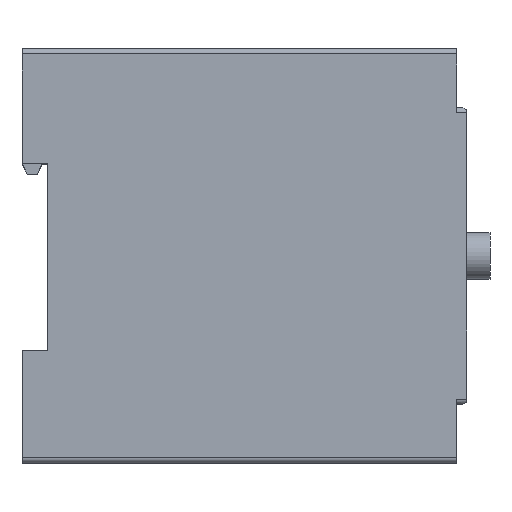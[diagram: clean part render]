
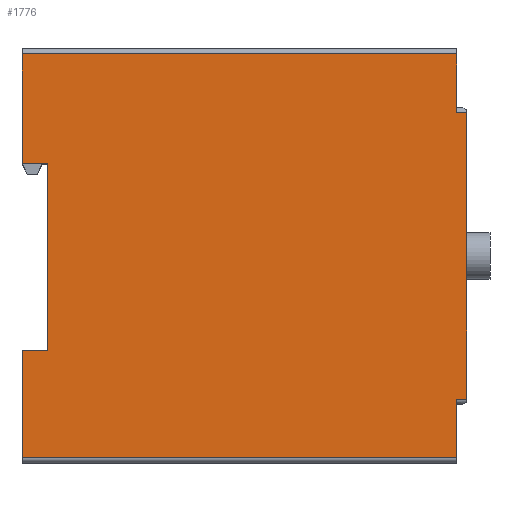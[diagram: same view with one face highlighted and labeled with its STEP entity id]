
A CAD part, top view. The second image highlights one B-rep face of the part: STEP entity #1776.
In plain terms, the highlighted planar face has unit normal (0, 0, 1).
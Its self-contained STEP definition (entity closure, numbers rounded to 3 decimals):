
#8 = DIRECTION ( 'NONE',  ( 1., 0., 0. ) ) ;
#39 = ORIENTED_EDGE ( 'NONE', *, *, #649, .T. ) ;
#97 = VERTEX_POINT ( 'NONE', #1023 ) ;
#103 = VERTEX_POINT ( 'NONE', #388 ) ;
#147 = VERTEX_POINT ( 'NONE', #2473 ) ;
#157 = VERTEX_POINT ( 'NONE', #629 ) ;
#287 = VERTEX_POINT ( 'NONE', #1473 ) ;
#292 = ORIENTED_EDGE ( 'NONE', *, *, #1394, .T. ) ;
#294 = CARTESIAN_POINT ( 'NONE',  ( -5., -40.5, 12.5 ) ) ;
#314 = VERTEX_POINT ( 'NONE', #592 ) ;
#317 = ORIENTED_EDGE ( 'NONE', *, *, #812, .T. ) ;
#361 = VECTOR ( 'NONE', #1445, 1000. ) ;
#388 = CARTESIAN_POINT ( 'NONE',  ( 80., 39.5, 12.5 ) ) ;
#409 = VERTEX_POINT ( 'NONE', #2235 ) ;
#477 = VECTOR ( 'NONE', #2447, 1000. ) ;
#487 = LINE ( 'NONE', #2147, #477 ) ;
#514 = LINE ( 'NONE', #2105, #2431 ) ;
#531 = LINE ( 'NONE', #2178, #2604 ) ;
#534 = ORIENTED_EDGE ( 'NONE', *, *, #1132, .T. ) ;
#592 = CARTESIAN_POINT ( 'NONE',  ( -5., 18., 12.5 ) ) ;
#605 = EDGE_CURVE ( 'NONE', #157, #97, #2199, .T. ) ;
#628 = FACE_OUTER_BOUND ( 'NONE', #748, .T. ) ;
#629 = CARTESIAN_POINT ( 'NONE',  ( 80., -28., 12.5 ) ) ;
#649 = EDGE_CURVE ( 'NONE', #903, #314, #2000, .T. ) ;
#699 = CARTESIAN_POINT ( 'NONE',  ( -5., -18.5, 12.5 ) ) ;
#728 = LINE ( 'NONE', #294, #2042 ) ;
#729 = VERTEX_POINT ( 'NONE', #2636 ) ;
#748 = EDGE_LOOP ( 'NONE', ( #810, #292, #2216, #1079, #39, #2671, #1409, #317, #2494, #2713, #534, #862 ) ) ;
#810 = ORIENTED_EDGE ( 'NONE', *, *, #1170, .T. ) ;
#812 = EDGE_CURVE ( 'NONE', #287, #2130, #1309, .T. ) ;
#826 = VECTOR ( 'NONE', #2493, 1000. ) ;
#837 = LINE ( 'NONE', #2730, #826 ) ;
#862 = ORIENTED_EDGE ( 'NONE', *, *, #605, .T. ) ;
#903 = VERTEX_POINT ( 'NONE', #1828 ) ;
#943 = LINE ( 'NONE', #1390, #361 ) ;
#956 = EDGE_CURVE ( 'NONE', #1035, #147, #837, .T. ) ;
#991 = EDGE_CURVE ( 'NONE', #103, #903, #487, .T. ) ;
#1005 = DIRECTION ( 'NONE',  ( 1., 0., 0. ) ) ;
#1023 = CARTESIAN_POINT ( 'NONE',  ( 82., -28., 12.5 ) ) ;
#1035 = VERTEX_POINT ( 'NONE', #2316 ) ;
#1070 = CARTESIAN_POINT ( 'NONE',  ( 0., 0., 12.5 ) ) ;
#1077 = PLANE ( 'NONE',  #1942 ) ;
#1079 = ORIENTED_EDGE ( 'NONE', *, *, #991, .T. ) ;
#1088 = VECTOR ( 'NONE', #1540, 1000. ) ;
#1094 = DIRECTION ( 'NONE',  ( 0., 0., 1. ) ) ;
#1108 = CARTESIAN_POINT ( 'NONE',  ( 82., -28., 12.5 ) ) ;
#1132 = EDGE_CURVE ( 'NONE', #147, #157, #2564, .T. ) ;
#1164 = EDGE_CURVE ( 'NONE', #1490, #287, #531, .T. ) ;
#1170 = EDGE_CURVE ( 'NONE', #97, #729, #2082, .T. ) ;
#1223 = EDGE_CURVE ( 'NONE', #314, #1490, #514, .T. ) ;
#1226 = VECTOR ( 'NONE', #2749, 1000. ) ;
#1309 = LINE ( 'NONE', #1860, #1226 ) ;
#1378 = EDGE_CURVE ( 'NONE', #2130, #1035, #728, .T. ) ;
#1390 = CARTESIAN_POINT ( 'NONE',  ( 80., 40.5, 12.5 ) ) ;
#1394 = EDGE_CURVE ( 'NONE', #729, #409, #2123, .T. ) ;
#1409 = ORIENTED_EDGE ( 'NONE', *, *, #1164, .T. ) ;
#1445 = DIRECTION ( 'NONE',  ( 0., 1., 0. ) ) ;
#1473 = CARTESIAN_POINT ( 'NONE',  ( 0., -18.5, 12.5 ) ) ;
#1474 = CARTESIAN_POINT ( 'NONE',  ( -5., 18., 12.5 ) ) ;
#1490 = VERTEX_POINT ( 'NONE', #1929 ) ;
#1494 = VECTOR ( 'NONE', #2133, 1000. ) ;
#1540 = DIRECTION ( 'NONE',  ( -1., 0., 0. ) ) ;
#1551 = CARTESIAN_POINT ( 'NONE',  ( 80., 28., 12.5 ) ) ;
#1555 = EDGE_CURVE ( 'NONE', #409, #103, #943, .T. ) ;
#1610 = DIRECTION ( 'NONE',  ( 0., -1., 0. ) ) ;
#1776 = ADVANCED_FACE ( 'NONE', ( #628 ), #1077, .T. ) ;
#1815 = CARTESIAN_POINT ( 'NONE',  ( 82., 29., 12.5 ) ) ;
#1828 = CARTESIAN_POINT ( 'NONE',  ( -5., 39.5, 12.5 ) ) ;
#1837 = DIRECTION ( 'NONE',  ( 0., -1., 0. ) ) ;
#1860 = CARTESIAN_POINT ( 'NONE',  ( -5., -18.5, 12.5 ) ) ;
#1877 = VECTOR ( 'NONE', #2106, 1000. ) ;
#1929 = CARTESIAN_POINT ( 'NONE',  ( 0., 18., 12.5 ) ) ;
#1942 = AXIS2_PLACEMENT_3D ( 'NONE', #1070, #1094, #1005 ) ;
#2000 = LINE ( 'NONE', #1474, #1877 ) ;
#2042 = VECTOR ( 'NONE', #1610, 1000. ) ;
#2082 = LINE ( 'NONE', #1815, #1494 ) ;
#2105 = CARTESIAN_POINT ( 'NONE',  ( 0., 18., 12.5 ) ) ;
#2106 = DIRECTION ( 'NONE',  ( 0., -1., 0. ) ) ;
#2107 = VECTOR ( 'NONE', #8, 1000. ) ;
#2123 = LINE ( 'NONE', #1551, #1088 ) ;
#2130 = VERTEX_POINT ( 'NONE', #699 ) ;
#2133 = DIRECTION ( 'NONE',  ( 0., 1., 0. ) ) ;
#2147 = CARTESIAN_POINT ( 'NONE',  ( -5., 39.5, 12.5 ) ) ;
#2161 = DIRECTION ( 'NONE',  ( 1., 0., 0. ) ) ;
#2178 = CARTESIAN_POINT ( 'NONE',  ( 0., -18.5, 12.5 ) ) ;
#2199 = LINE ( 'NONE', #1108, #2107 ) ;
#2216 = ORIENTED_EDGE ( 'NONE', *, *, #1555, .T. ) ;
#2235 = CARTESIAN_POINT ( 'NONE',  ( 80., 28., 12.5 ) ) ;
#2274 = VECTOR ( 'NONE', #2537, 1000. ) ;
#2316 = CARTESIAN_POINT ( 'NONE',  ( -5., -39.5, 12.5 ) ) ;
#2431 = VECTOR ( 'NONE', #2161, 1000. ) ;
#2447 = DIRECTION ( 'NONE',  ( -1., 0., 0. ) ) ;
#2473 = CARTESIAN_POINT ( 'NONE',  ( 80., -39.5, 12.5 ) ) ;
#2493 = DIRECTION ( 'NONE',  ( 1., 0., 0. ) ) ;
#2494 = ORIENTED_EDGE ( 'NONE', *, *, #1378, .T. ) ;
#2517 = CARTESIAN_POINT ( 'NONE',  ( 80., -29., 12.5 ) ) ;
#2537 = DIRECTION ( 'NONE',  ( 0., 1., 0. ) ) ;
#2564 = LINE ( 'NONE', #2517, #2274 ) ;
#2604 = VECTOR ( 'NONE', #1837, 1000. ) ;
#2636 = CARTESIAN_POINT ( 'NONE',  ( 82., 28., 12.5 ) ) ;
#2671 = ORIENTED_EDGE ( 'NONE', *, *, #1223, .T. ) ;
#2713 = ORIENTED_EDGE ( 'NONE', *, *, #956, .T. ) ;
#2730 = CARTESIAN_POINT ( 'NONE',  ( 80., -39.5, 12.5 ) ) ;
#2749 = DIRECTION ( 'NONE',  ( -1., 0., 0. ) ) ;
